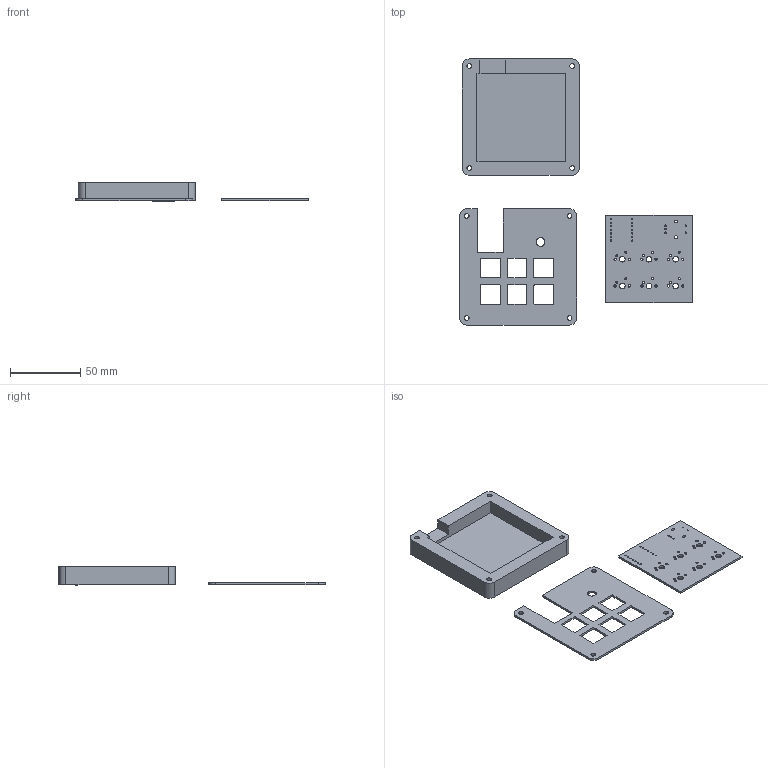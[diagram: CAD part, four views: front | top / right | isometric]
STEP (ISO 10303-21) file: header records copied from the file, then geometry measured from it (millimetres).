
FILE_DESCRIPTION(/* description */ (''),/* implementation_level */ '2;1');
FILE_NAME(/* name */ '4fce976a-5144-40b7-86c2-96bb8bf3b232.stp',/* time_stamp */ '2025-05-31T00:42:26Z',/* author */ (''),/* organization */ (''),/* preprocessor_version */ 'ST-DEVELOPER v20.1',/* originating_system */ 'Autodesk Translation Framework v14.10.0.0',/* authorisation */ '');
FILE_SCHEMA (('AUTOMOTIVE_DESIGN { 1 0 10303 214 3 1 1 }'));
Length unit declared in the file: millimetre
Products named in the file (5): 2025-05-29-18-37-56-715; 2025-05-29-18-41-27-691; 2025-05-29-19-29-42-664; hackpad 1; hackpad_PCB
Assembly tree (4 placements, depth 3):
  2025-05-29-18-37-56-715
    2025-05-29-18-41-27-691
    2025-05-29-19-29-42-664
    hackpad 1
      hackpad_PCB
Bounding box: 166.05 x 189.88 x 13.4 mm (x, y, z)
Volume: 60833.3 mm3; surface area: 40596.2 mm2
Topology: 14 solids, 14 shells, 437 faces, 1215 edges, 810 vertices
Faces by surface type: bspline 202, plane 137, cylinder 98
Full cylindrical faces by diameter (mm): 0.889 x14, 1 x5, 1.5 x12, 1.7 x12, 3.4 x8, 4 x6, 6 x4, 6.2 x1
Entity records: 16322 total; most frequent: CARTESIAN_POINT 5905, ORIENTED_EDGE 2430, DIRECTION 1495, EDGE_CURVE 1215, VERTEX_POINT 810, LINE 615, VECTOR 615, EDGE_LOOP 583
